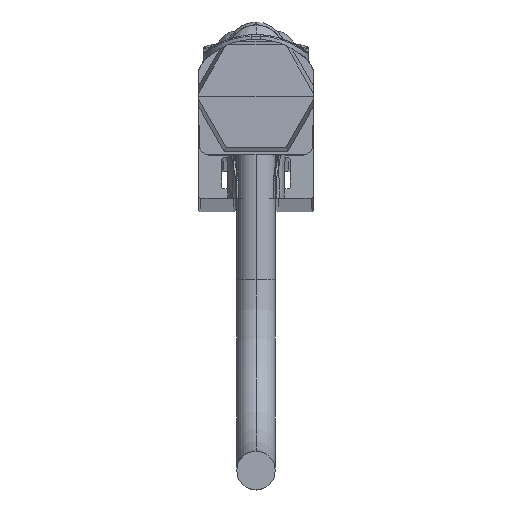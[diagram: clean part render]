
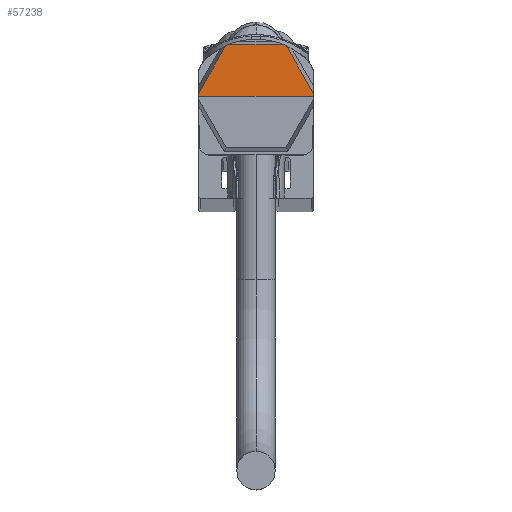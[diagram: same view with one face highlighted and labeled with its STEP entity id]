
A CAD part, top view. The second image highlights one B-rep face of the part: STEP entity #57238.
In plain terms, the highlighted planar face has unit normal (0, 0.018, 1).
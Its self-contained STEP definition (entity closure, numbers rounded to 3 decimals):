
#11375=CARTESIAN_POINT('',(3.161,7.618,420.658));
#11408=CARTESIAN_POINT('',(2.928,7.722,420.656));
#11409=CARTESIAN_POINT('',(3.006,7.689,420.657));
#11410=CARTESIAN_POINT('',(3.084,7.654,420.657));
#11411=CARTESIAN_POINT('',(3.161,7.618,420.658));
#11413=DIRECTION('',(-0.497,0.868,-0.015));
#11414=VECTOR('',#11413,5.7);
#11415=CARTESIAN_POINT('',(5.994,2.673,420.744));
#11416=LINE('',#11415,#11414);
#11417=DIRECTION('',(-0.017,1.,-0.017));
#11418=VECTOR('',#11417,0.323);
#11419=CARTESIAN_POINT('',(6.,2.35,420.75));
#11420=LINE('',#11419,#11418);
#11421=DIRECTION('',(1.,0.,0.));
#11422=VECTOR('',#11421,12.);
#11423=CARTESIAN_POINT('',(-6.,2.35,420.75));
#11424=LINE('',#11423,#11422);
#11425=DIRECTION('',(0.017,1.,-0.017));
#11426=VECTOR('',#11425,0.323);
#11427=CARTESIAN_POINT('',(-6.,2.35,420.75));
#11428=LINE('',#11427,#11426);
#11429=DIRECTION('',(-0.497,-0.868,0.015));
#11430=VECTOR('',#11429,5.7);
#11431=CARTESIAN_POINT('',(-3.161,7.618,
420.658));
#11432=LINE('',#11431,#11430);
#11433=CARTESIAN_POINT('',(-3.161,7.618,
420.658));
#11434=CARTESIAN_POINT('',(-3.084,7.654,
420.657));
#11435=CARTESIAN_POINT('',(-3.006,7.689,
420.657));
#11436=CARTESIAN_POINT('',(-2.927,7.722,
420.656));
#11438=DIRECTION('',(-1.,0.,0.));
#11439=VECTOR('',#11438,5.855);
#11440=CARTESIAN_POINT('',(2.928,7.722,420.656));
#11441=LINE('',#11440,#11439);
#13208=CARTESIAN_POINT('',(2.928,7.722,420.656));
#13214=CARTESIAN_POINT('',(-2.927,7.722,
420.656));
#13224=CARTESIAN_POINT('',(-3.161,7.618,
420.658));
#44425=CARTESIAN_POINT('',(-6.,2.35,420.75));
#44426=VERTEX_POINT('',#44425);
#44427=CARTESIAN_POINT('',(6.,2.35,420.75));
#44428=VERTEX_POINT('',#44427);
#44437=VERTEX_POINT('',#11375);
#44440=CARTESIAN_POINT('',(5.994,2.673,420.744));
#44442=VERTEX_POINT('',#44440);
#44443=VERTEX_POINT('',#13224);
#44446=CARTESIAN_POINT('',(-5.994,2.673,
420.744));
#44448=VERTEX_POINT('',#44446);
#44453=VERTEX_POINT('',#13208);
#44455=VERTEX_POINT('',#13214);
#57218=CARTESIAN_POINT('',(-6.64,2.35,420.75));
#57219=DIRECTION('',(0.,0.017,1.));
#57220=DIRECTION('',(1.,0.,0.));
#57221=AXIS2_PLACEMENT_3D('',#57218,#57219,#57220);
#57222=PLANE('',#57221);
#57223=ORIENTED_EDGE('',*,*,#57179,.T.);
#57224=ORIENTED_EDGE('',*,*,#57166,.F.);
#57225=ORIENTED_EDGE('',*,*,#57151,.F.);
#57227=ORIENTED_EDGE('',*,*,#57226,.F.);
#57229=ORIENTED_EDGE('',*,*,#57228,.T.);
#57231=ORIENTED_EDGE('',*,*,#57230,.F.);
#57233=ORIENTED_EDGE('',*,*,#57232,.T.);
#57235=ORIENTED_EDGE('',*,*,#57234,.F.);
#57236=EDGE_LOOP('',(#57223,#57224,#57225,#57227,#57229,#57231,#57233,#57235));
#57237=FACE_OUTER_BOUND('',#57236,.F.);
#57238=ADVANCED_FACE('',(#57237),#57222,.T.);
#11412=B_SPLINE_CURVE_WITH_KNOTS('',3,(#11408,#11409,#11410,#11411),
.UNSPECIFIED.,.F.,.F.,(4,4),(0.,1.),.UNSPECIFIED.);
#11437=B_SPLINE_CURVE_WITH_KNOTS('',3,(#11433,#11434,#11435,#11436),
.UNSPECIFIED.,.F.,.F.,(4,4),(0.,1.),.UNSPECIFIED.);
#57151=EDGE_CURVE('',#44428,#44442,#11420,.T.);
#57166=EDGE_CURVE('',#44442,#44437,#11416,.T.);
#57179=EDGE_CURVE('',#44453,#44437,#11412,.T.);
#57226=EDGE_CURVE('',#44426,#44428,#11424,.T.);
#57228=EDGE_CURVE('',#44426,#44448,#11428,.T.);
#57230=EDGE_CURVE('',#44443,#44448,#11432,.T.);
#57232=EDGE_CURVE('',#44443,#44455,#11437,.T.);
#57234=EDGE_CURVE('',#44453,#44455,#11441,.T.);
